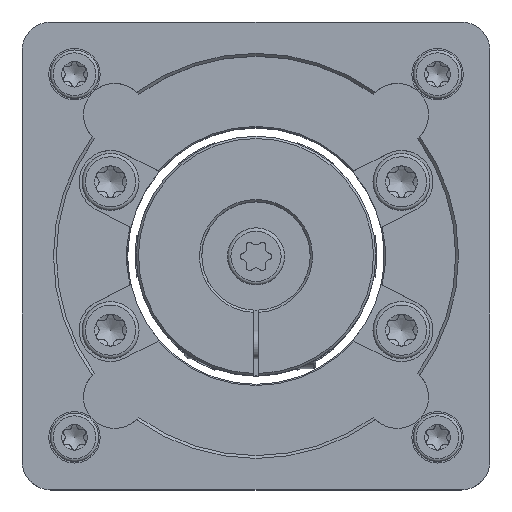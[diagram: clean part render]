
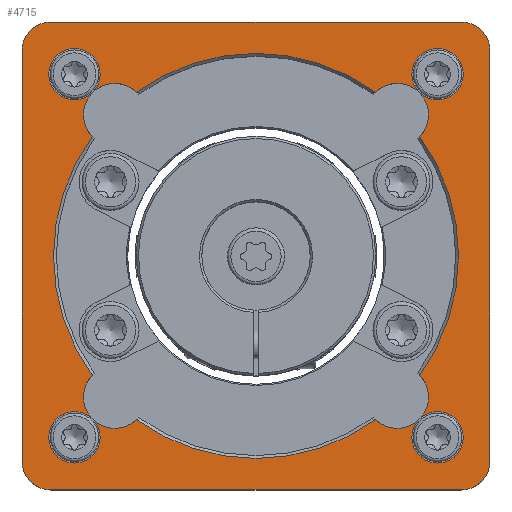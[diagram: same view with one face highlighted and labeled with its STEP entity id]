
A CAD part, top view. The second image highlights one B-rep face of the part: STEP entity #4715.
In plain terms, the highlighted planar face has unit normal (0, 0, 1).
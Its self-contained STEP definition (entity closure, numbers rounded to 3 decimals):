
#119=LINE('',#8247,#433);
#123=LINE('',#8256,#437);
#127=LINE('',#8265,#441);
#131=LINE('',#8274,#445);
#433=VECTOR('',#6672,1000.);
#437=VECTOR('',#6678,1000.);
#441=VECTOR('',#6684,1000.);
#445=VECTOR('',#6690,1000.);
#1073=ORIENTED_EDGE('',*,*,#2440,.F.);
#1074=ORIENTED_EDGE('',*,*,#2393,.T.);
#1075=ORIENTED_EDGE('',*,*,#2441,.F.);
#1076=ORIENTED_EDGE('',*,*,#2442,.T.);
#1077=ORIENTED_EDGE('',*,*,#2443,.F.);
#1078=ORIENTED_EDGE('',*,*,#2402,.T.);
#1079=ORIENTED_EDGE('',*,*,#2444,.F.);
#1080=ORIENTED_EDGE('',*,*,#2396,.T.);
#1081=ORIENTED_EDGE('',*,*,#2445,.T.);
#1082=ORIENTED_EDGE('',*,*,#2446,.T.);
#1083=ORIENTED_EDGE('',*,*,#2447,.T.);
#1084=ORIENTED_EDGE('',*,*,#2448,.T.);
#1085=ORIENTED_EDGE('',*,*,#2449,.T.);
#1086=ORIENTED_EDGE('',*,*,#2431,.T.);
#1087=ORIENTED_EDGE('',*,*,#2450,.T.);
#1088=ORIENTED_EDGE('',*,*,#2435,.T.);
#1089=ORIENTED_EDGE('',*,*,#2451,.T.);
#1090=ORIENTED_EDGE('',*,*,#2439,.T.);
#1091=ORIENTED_EDGE('',*,*,#2452,.T.);
#1092=ORIENTED_EDGE('',*,*,#2427,.T.);
#2393=EDGE_CURVE('',#3079,#3078,#3544,.T.);
#2396=EDGE_CURVE('',#3082,#3080,#3545,.T.);
#2402=EDGE_CURVE('',#3088,#3086,#3547,.T.);
#2427=EDGE_CURVE('',#3106,#3109,#119,.T.);
#2431=EDGE_CURVE('',#3110,#3113,#123,.T.);
#2435=EDGE_CURVE('',#3114,#3117,#127,.T.);
#2439=EDGE_CURVE('',#3118,#3121,#131,.T.);
#2440=EDGE_CURVE('',#3079,#3080,#3552,.T.);
#2441=EDGE_CURVE('',#3122,#3078,#3553,.T.);
#2442=EDGE_CURVE('',#3122,#3123,#3554,.T.);
#2443=EDGE_CURVE('',#3088,#3123,#3555,.T.);
#2444=EDGE_CURVE('',#3082,#3086,#3556,.T.);
#2445=EDGE_CURVE('',#3124,#3124,#3557,.T.);
#2446=EDGE_CURVE('',#3125,#3125,#3558,.T.);
#2447=EDGE_CURVE('',#3126,#3126,#3559,.T.);
#2448=EDGE_CURVE('',#3127,#3127,#3560,.T.);
#2449=EDGE_CURVE('',#3109,#3110,#3561,.T.);
#2450=EDGE_CURVE('',#3113,#3114,#3562,.T.);
#2451=EDGE_CURVE('',#3117,#3118,#3563,.T.);
#2452=EDGE_CURVE('',#3121,#3106,#3564,.T.);
#3078=VERTEX_POINT('',#8146);
#3079=VERTEX_POINT('',#8148);
#3080=VERTEX_POINT('',#8158);
#3082=VERTEX_POINT('',#8161);
#3086=VERTEX_POINT('',#8183);
#3088=VERTEX_POINT('',#8186);
#3106=VERTEX_POINT('',#8241);
#3109=VERTEX_POINT('',#8246);
#3110=VERTEX_POINT('',#8250);
#3113=VERTEX_POINT('',#8255);
#3114=VERTEX_POINT('',#8259);
#3117=VERTEX_POINT('',#8264);
#3118=VERTEX_POINT('',#8268);
#3121=VERTEX_POINT('',#8273);
#3122=VERTEX_POINT('',#8278);
#3123=VERTEX_POINT('',#8280);
#3124=VERTEX_POINT('',#8284);
#3125=VERTEX_POINT('',#8286);
#3126=VERTEX_POINT('',#8288);
#3127=VERTEX_POINT('',#8290);
#3544=CIRCLE('',#6014,35.5);
#3545=CIRCLE('',#6016,35.5);
#3547=CIRCLE('',#6019,35.5);
#3552=CIRCLE('',#6034,5.5);
#3553=CIRCLE('',#6035,5.5);
#3554=CIRCLE('',#6036,35.5);
#3555=CIRCLE('',#6037,5.5);
#3556=CIRCLE('',#6038,5.5);
#3557=CIRCLE('',#6039,2.5);
#3558=CIRCLE('',#6040,2.5);
#3559=CIRCLE('',#6041,2.5);
#3560=CIRCLE('',#6042,2.5);
#3561=CIRCLE('',#6043,5.);
#3562=CIRCLE('',#6044,5.);
#3563=CIRCLE('',#6045,5.);
#3564=CIRCLE('',#6046,5.);
#3827=EDGE_LOOP('',(#1073,#1074,#1075,#1076,#1077,#1078,#1079,#1080));
#3828=EDGE_LOOP('',(#1081));
#3829=EDGE_LOOP('',(#1082));
#3830=EDGE_LOOP('',(#1083));
#3831=EDGE_LOOP('',(#1084));
#3832=EDGE_LOOP('',(#1085,#1086,#1087,#1088,#1089,#1090,#1091,#1092));
#4215=FACE_BOUND('',#3827,.T.);
#4216=FACE_BOUND('',#3828,.T.);
#4217=FACE_BOUND('',#3829,.T.);
#4218=FACE_BOUND('',#3830,.T.);
#4219=FACE_BOUND('',#3831,.T.);
#4220=FACE_BOUND('',#3832,.T.);
#4597=PLANE('',#6033);
#4715=ADVANCED_FACE('',(#4215,#4216,#4217,#4218,#4219,#4220),#4597,.T.);
#6014=AXIS2_PLACEMENT_3D('',#8147,#6623,#6624);
#6016=AXIS2_PLACEMENT_3D('',#8160,#6627,#6628);
#6019=AXIS2_PLACEMENT_3D('',#8185,#6633,#6634);
#6033=AXIS2_PLACEMENT_3D('',#8275,#6691,#6692);
#6034=AXIS2_PLACEMENT_3D('',#8276,#6693,#6694);
#6035=AXIS2_PLACEMENT_3D('',#8277,#6695,#6696);
#6036=AXIS2_PLACEMENT_3D('',#8279,#6697,#6698);
#6037=AXIS2_PLACEMENT_3D('',#8281,#6699,#6700);
#6038=AXIS2_PLACEMENT_3D('',#8282,#6701,#6702);
#6039=AXIS2_PLACEMENT_3D('',#8283,#6703,#6704);
#6040=AXIS2_PLACEMENT_3D('',#8285,#6705,#6706);
#6041=AXIS2_PLACEMENT_3D('',#8287,#6707,#6708);
#6042=AXIS2_PLACEMENT_3D('',#8289,#6709,#6710);
#6043=AXIS2_PLACEMENT_3D('',#8291,#6711,#6712);
#6044=AXIS2_PLACEMENT_3D('',#8292,#6713,#6714);
#6045=AXIS2_PLACEMENT_3D('',#8293,#6715,#6716);
#6046=AXIS2_PLACEMENT_3D('',#8294,#6717,#6718);
#6623=DIRECTION('',(0.,0.,-1.));
#6624=DIRECTION('',(-1.,0.,0.));
#6627=DIRECTION('',(0.,0.,-1.));
#6628=DIRECTION('',(-1.,0.,0.));
#6633=DIRECTION('',(0.,0.,-1.));
#6634=DIRECTION('',(-1.,0.,0.));
#6672=DIRECTION('',(-1.,0.,0.));
#6678=DIRECTION('',(0.,-1.,0.));
#6684=DIRECTION('',(1.,0.,0.));
#6690=DIRECTION('',(0.,1.,0.));
#6691=DIRECTION('',(0.,0.,1.));
#6692=DIRECTION('',(1.,0.,0.));
#6693=DIRECTION('',(0.,0.,1.));
#6694=DIRECTION('',(1.,0.,0.));
#6695=DIRECTION('',(0.,0.,1.));
#6696=DIRECTION('',(1.,0.,0.));
#6697=DIRECTION('',(0.,0.,-1.));
#6698=DIRECTION('',(-1.,0.,0.));
#6699=DIRECTION('',(0.,0.,1.));
#6700=DIRECTION('',(1.,0.,0.));
#6701=DIRECTION('',(0.,0.,1.));
#6702=DIRECTION('',(1.,0.,0.));
#6703=DIRECTION('',(0.,0.,-1.));
#6704=DIRECTION('',(-1.,0.,0.));
#6705=DIRECTION('',(0.,0.,-1.));
#6706=DIRECTION('',(-1.,0.,0.));
#6707=DIRECTION('',(0.,0.,-1.));
#6708=DIRECTION('',(-1.,0.,0.));
#6709=DIRECTION('',(0.,0.,-1.));
#6710=DIRECTION('',(-1.,0.,0.));
#6711=DIRECTION('',(0.,0.,1.));
#6712=DIRECTION('',(1.,0.,0.));
#6713=DIRECTION('',(0.,0.,1.));
#6714=DIRECTION('',(1.,0.,0.));
#6715=DIRECTION('',(0.,0.,1.));
#6716=DIRECTION('',(1.,0.,0.));
#6717=DIRECTION('',(0.,0.,1.));
#6718=DIRECTION('',(1.,0.,0.));
#8146=CARTESIAN_POINT('',(-28.688,20.91,55.9));
#8147=CARTESIAN_POINT('',(0.,0.,55.9));
#8148=CARTESIAN_POINT('',(-28.688,-20.91,55.9));
#8158=CARTESIAN_POINT('',(-20.91,-28.688,55.9));
#8160=CARTESIAN_POINT('',(0.,0.,55.9));
#8161=CARTESIAN_POINT('',(20.91,-28.688,55.9));
#8183=CARTESIAN_POINT('',(28.688,-20.91,55.9));
#8185=CARTESIAN_POINT('',(0.,0.,55.9));
#8186=CARTESIAN_POINT('',(28.688,20.91,55.9));
#8241=CARTESIAN_POINT('',(36.,41.,55.9));
#8246=CARTESIAN_POINT('',(-36.,41.,55.9));
#8247=CARTESIAN_POINT('',(41.,41.,55.9));
#8250=CARTESIAN_POINT('',(-41.,36.,55.9));
#8255=CARTESIAN_POINT('',(-41.,-36.,55.9));
#8256=CARTESIAN_POINT('',(-41.,41.,55.9));
#8259=CARTESIAN_POINT('',(-36.,-41.,55.9));
#8264=CARTESIAN_POINT('',(36.,-41.,55.9));
#8265=CARTESIAN_POINT('',(-41.,-41.,55.9));
#8268=CARTESIAN_POINT('',(41.,-36.,55.9));
#8273=CARTESIAN_POINT('',(41.,36.,55.9));
#8274=CARTESIAN_POINT('',(41.,-41.,55.9));
#8275=CARTESIAN_POINT('',(0.,0.,55.9));
#8276=CARTESIAN_POINT('',(-24.749,-24.749,55.9));
#8277=CARTESIAN_POINT('',(-24.749,24.749,55.9));
#8278=CARTESIAN_POINT('',(-20.91,28.688,55.9));
#8279=CARTESIAN_POINT('',(0.,0.,55.9));
#8280=CARTESIAN_POINT('',(20.91,28.688,55.9));
#8281=CARTESIAN_POINT('',(24.749,24.749,55.9));
#8282=CARTESIAN_POINT('',(24.749,-24.749,55.9));
#8283=CARTESIAN_POINT('',(-31.82,31.82,55.9));
#8284=CARTESIAN_POINT('',(-34.32,31.82,55.9));
#8285=CARTESIAN_POINT('',(-31.82,-31.82,55.9));
#8286=CARTESIAN_POINT('',(-34.32,-31.82,55.9));
#8287=CARTESIAN_POINT('',(31.82,-31.82,55.9));
#8288=CARTESIAN_POINT('',(29.32,-31.82,55.9));
#8289=CARTESIAN_POINT('',(31.82,31.82,55.9));
#8290=CARTESIAN_POINT('',(29.32,31.82,55.9));
#8291=CARTESIAN_POINT('',(-36.,36.,55.9));
#8292=CARTESIAN_POINT('',(-36.,-36.,55.9));
#8293=CARTESIAN_POINT('',(36.,-36.,55.9));
#8294=CARTESIAN_POINT('',(36.,36.,55.9));
